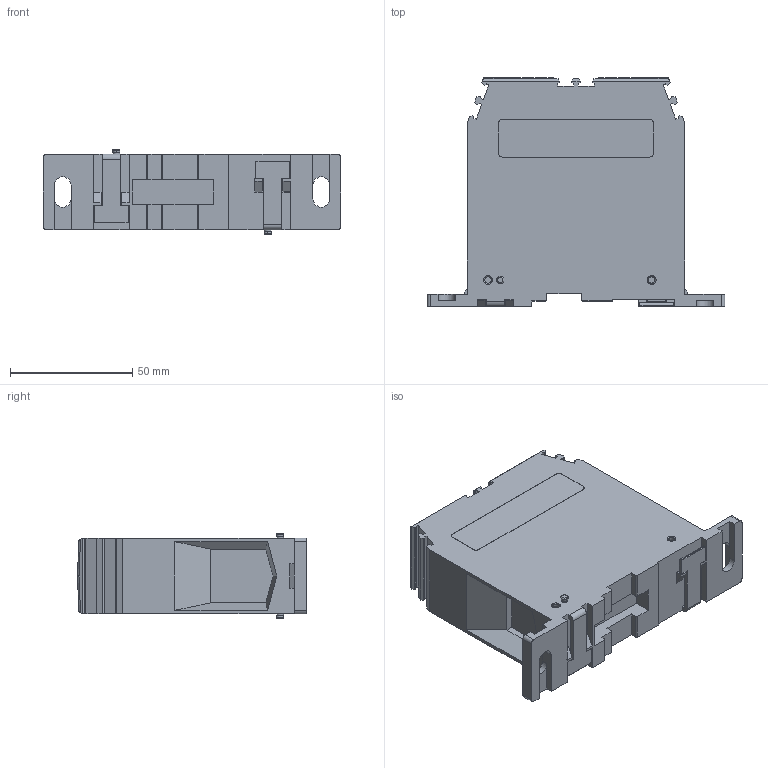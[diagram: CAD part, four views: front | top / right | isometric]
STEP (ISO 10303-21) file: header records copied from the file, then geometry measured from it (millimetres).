
FILE_DESCRIPTION(('Creo Elements/Direct Modeling STEP Export'),'2;1');
FILE_NAME('GPA.150 FIX.stp','2014-01-22T 8:44:41',(''),(''),'Creo Elements/Direct Modeling STEP processor for AP214 (Solid Model)','Creo Elements/Direct Modeling 18.0B 02-Dec-2011 (C) Parametric Technology GmbH','');
FILE_SCHEMA(('AUTOMOTIVE_DESIGN { 1 0 10303 214 1 1 1 1 }'));
Length unit declared in the file: millimetre
Products named in the file (2): GPA_150_FIX
Assembly tree (1 placements, depth 2):
  GPA_150_FIX
    GPA_150_FIX
Bounding box: 122 x 93.74 x 35 mm (x, y, z)
Volume: 227654.7 mm3; surface area: 35308 mm2
Topology: 1 solids, 1 shells, 297 faces, 797 edges, 509 vertices
Faces by surface type: plane 205, cylinder 56, cone 24, torus 12
Entity records: 9016 total; most frequent: ORIENTED_EDGE 1594, CARTESIAN_POINT 1586, DIRECTION 1464, EDGE_CURVE 797, VECTOR 642, LINE 642, VERTEX_POINT 509, AXIS2_PLACEMENT_3D 411
